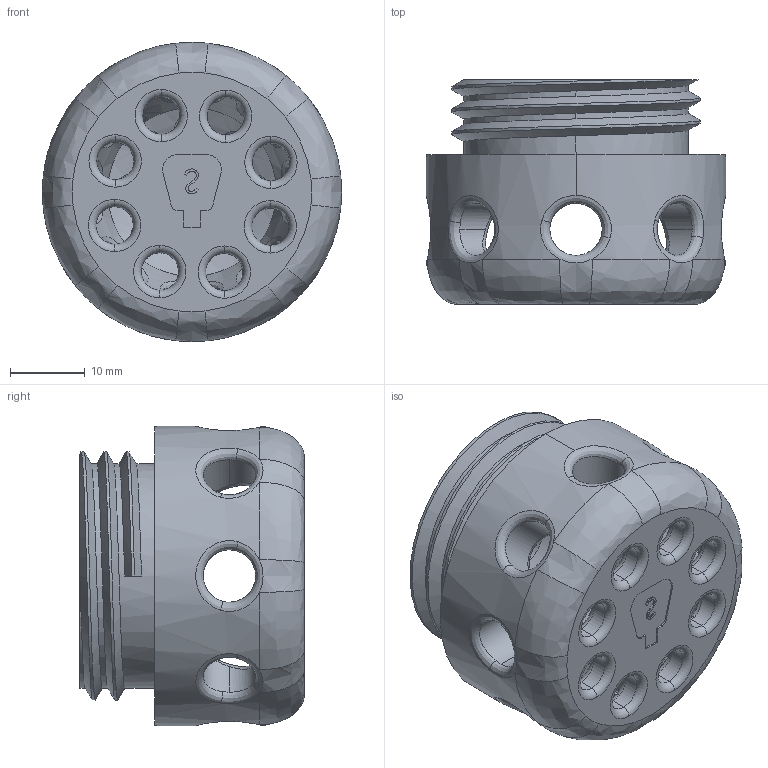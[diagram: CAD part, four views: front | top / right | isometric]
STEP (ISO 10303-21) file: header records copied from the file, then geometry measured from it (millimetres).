
FILE_DESCRIPTION (( 'STEP AP214' ), '1' );
FILE_NAME ('primerbodyV3bottom.STEP', '2024-07-23T15:55:58', ( '' ), ( '' ), 'SwSTEP 2.0', 'SolidWorks 2022', '' );
FILE_SCHEMA (( 'AUTOMOTIVE_DESIGN' ));
Length unit declared in the file: millimetre
Products named in the file (1): primerbodyV3bottom
Bounding box: 40 x 30 x 40 mm (x, y, z)
Volume: 19445.1 mm3; surface area: 9709.3 mm2
Topology: 1 solids, 1 shells, 228 faces, 652 edges, 403 vertices
Faces by surface type: bspline 90, cylinder 64, torus 50, plane 20, cone 4
Entity records: 18171 total; most frequent: CARTESIAN_POINT 12859, ORIENTED_EDGE 1304, DIRECTION 895, EDGE_CURVE 652, VERTEX_POINT 403, AXIS2_PLACEMENT_3D 384, EDGE_LOOP 253, B_SPLINE_CURVE_WITH_KNOTS 250
